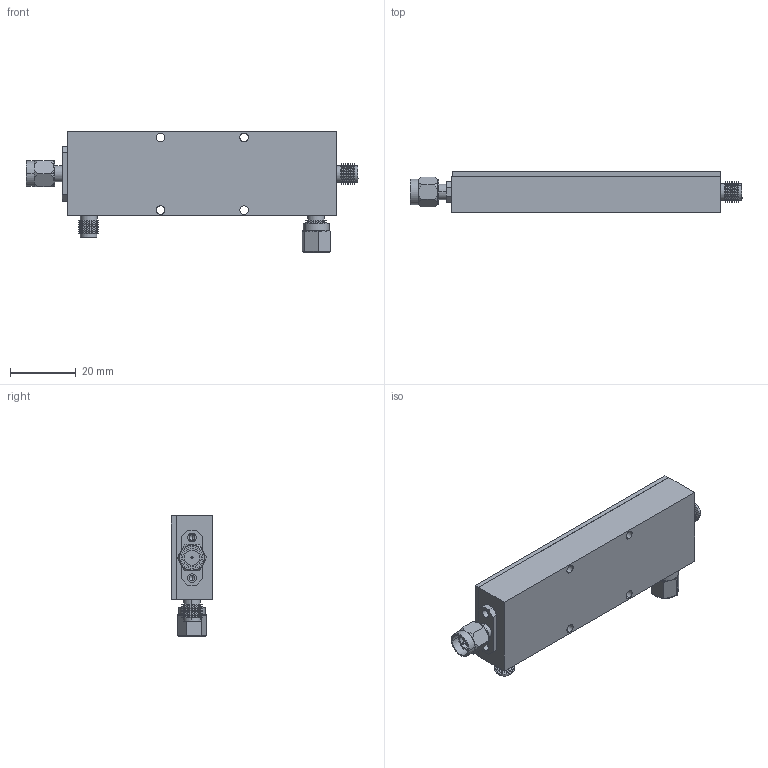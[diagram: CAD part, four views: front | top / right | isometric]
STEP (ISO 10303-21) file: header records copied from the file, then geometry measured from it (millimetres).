
FILE_DESCRIPTION (( 'STEP AP214' ), '1' );
FILE_NAME ('DCS 146_H.STEP', '2022-08-01T18:18:29', ( '' ), ( '' ), 'SwSTEP 2.0', 'SolidWorks 2021', '' );
FILE_SCHEMA (( 'AUTOMOTIVE_DESIGN' ));
Length unit declared in the file: inch
Products named in the file (1): DCS 146_H
Bounding box: 100.89 x 12.7 x 36.75 mm (x, y, z)
Volume: 27494.2 mm3; surface area: 14678.1 mm2
Topology: 15 solids, 15 shells, 1061 faces, 2731 edges, 1711 vertices
Faces by surface type: cylinder 566, plane 282, cone 131, bspline 66, sphere 14, torus 2
Entity records: 41328 total; most frequent: CARTESIAN_POINT 8656, DIRECTION 5814, ORIENTED_EDGE 5382, EDGE_CURVE 2691, AXIS2_PLACEMENT_3D 2261, VERTEX_POINT 1711, LINE 1292, VECTOR 1292
